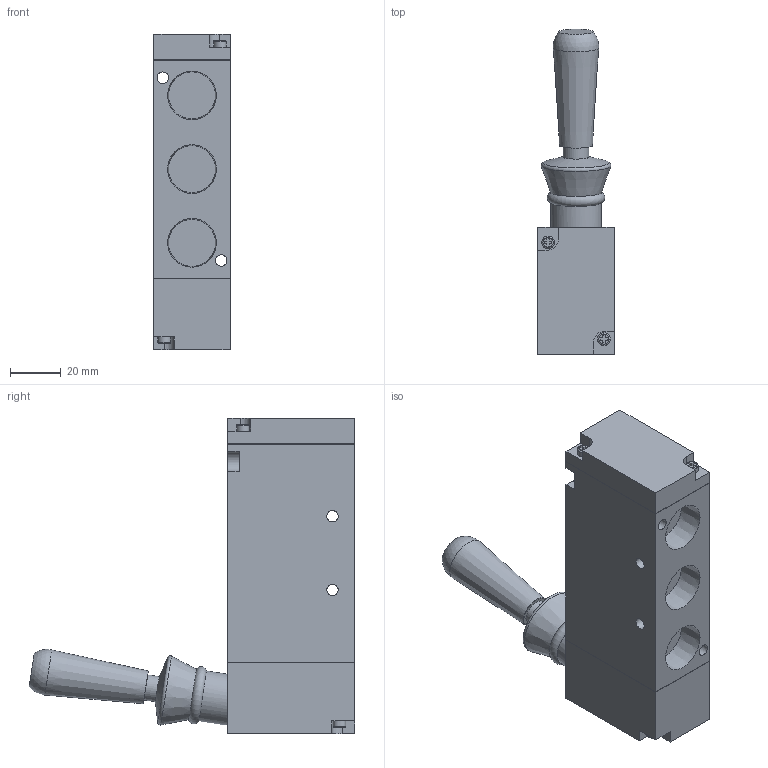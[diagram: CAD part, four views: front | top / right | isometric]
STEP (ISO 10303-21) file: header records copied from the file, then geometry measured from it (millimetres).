
FILE_DESCRIPTION( ( 'STEP AP203' ), '1' );
FILE_NAME( 'MVHB-500V-4TV.stp', '2020-04-28T07:03:32', ( 'License CC BY-ND 4.0' ), ( 'CADENAS' ), ' ', 'PARTsolutions', ' ' );
FILE_SCHEMA( ( 'CONFIG_CONTROL_DESIGN' ) );
Length unit declared in the file: millimetre
Products named in the file (1): _MVHB-500V-4TV
Bounding box: 30 x 128.1 x 124 mm (x, y, z)
Volume: 187414.5 mm3; surface area: 33173.1 mm2
Topology: 1 solids, 1 shells, 143 faces, 356 edges, 235 vertices
Faces by surface type: plane 110, cylinder 17, cone 9, torus 6, sphere 1
Full cylindrical faces by diameter (mm): 4.2 x1, 4.5 x4, 5 x4, 10 x1, 20 x1
Entity records: 4144 total; most frequent: CARTESIAN_POINT 755, DIRECTION 666, ORIENTED_EDGE 646, EDGE_CURVE 323, LINE 266, VECTOR 266, VERTEX_POINT 231, AXIS2_PLACEMENT_3D 200
